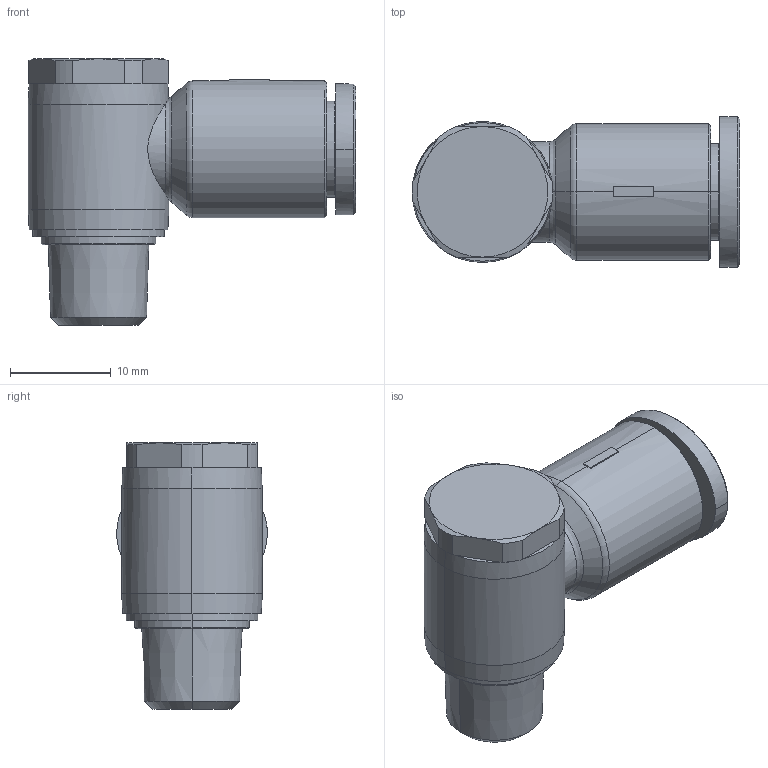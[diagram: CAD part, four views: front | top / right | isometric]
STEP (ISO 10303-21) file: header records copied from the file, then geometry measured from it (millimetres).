
FILE_DESCRIPTION((''),'2;1');
FILE_NAME('GPH_0801(3D).stp','2012-12-20T14:59:49',(''),(''),'Mechanical Desktop.R8.0.24.0','Mechanical Desktop.R8.0.24.0',', , ');
FILE_SCHEMA(('CONFIG_CONTROL_DESIGN'));
Length unit declared in the file: millimetre
Products named in the file (2): GPH_0801(3D); ºÎÇ°1
Assembly tree (1 placements, depth 2):
  GPH_0801(3D)
    ºÎÇ°1
Bounding box: 32.6 x 15 x 26.5 mm (x, y, z)
Volume: 4459.1 mm3; surface area: 3224.1 mm2
Topology: 1 solids, 1 shells, 457 faces, 1257 edges, 823 vertices
Faces by surface type: plane 365, cylinder 31, bspline 31, cone 28, torus 2
Entity records: 15209 total; most frequent: CARTESIAN_POINT 3516, ORIENTED_EDGE 2510, DIRECTION 2251, EDGE_CURVE 1255, VECTOR 1065, LINE 1065, VERTEX_POINT 823, AXIS2_PLACEMENT_3D 593
